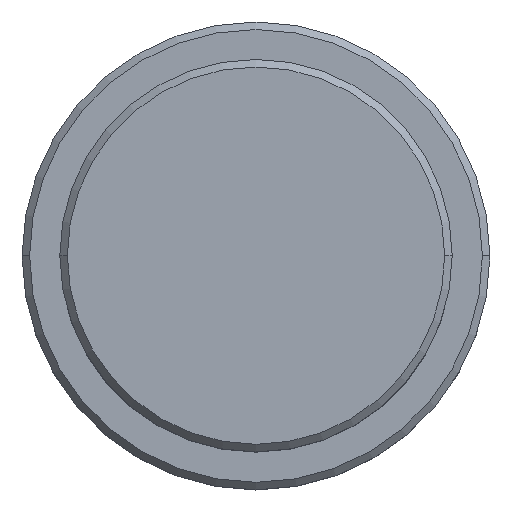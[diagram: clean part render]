
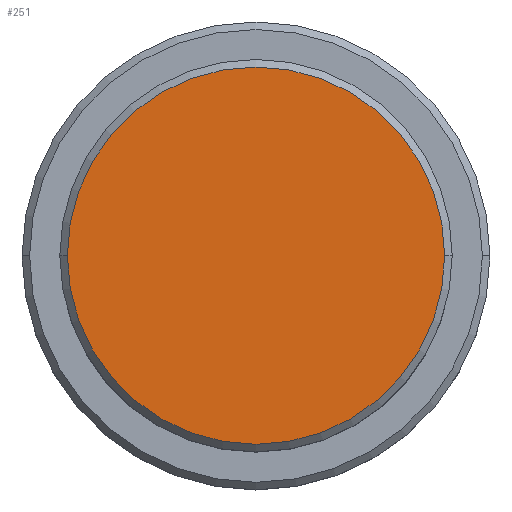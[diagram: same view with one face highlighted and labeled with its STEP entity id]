
A CAD part, top view. The second image highlights one B-rep face of the part: STEP entity #251.
In plain terms, the highlighted planar face has unit normal (0, 0, 1).
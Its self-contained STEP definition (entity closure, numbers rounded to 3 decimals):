
#96 = CARTESIAN_POINT ( 'NONE',  ( 0., 0., 0. ) ) ;
#220 = CIRCLE ( 'NONE', #335, 12.5 ) ;
#229 = CARTESIAN_POINT ( 'NONE',  ( 0., 0., 0. ) ) ;
#251 = ADVANCED_FACE ( 'NONE', ( #526 ), #1286, .T. ) ;
#273 = VERTEX_POINT ( 'NONE', #1037 ) ;
#335 = AXIS2_PLACEMENT_3D ( 'NONE', #229, #645, #972 ) ;
#354 = VERTEX_POINT ( 'NONE', #514 ) ;
#413 = DIRECTION ( 'NONE',  ( 0., 0., 1. ) ) ;
#421 = EDGE_CURVE ( 'NONE', #273, #354, #220, .T. ) ;
#510 = EDGE_CURVE ( 'NONE', #354, #273, #515, .T. ) ;
#514 = CARTESIAN_POINT ( 'NONE',  ( -12.5, 0., 0. ) ) ;
#515 = CIRCLE ( 'NONE', #760, 12.5 ) ;
#526 = FACE_OUTER_BOUND ( 'NONE', #777, .T. ) ;
#534 = DIRECTION ( 'NONE',  ( 0., 0., 1. ) ) ;
#645 = DIRECTION ( 'NONE',  ( 0., 0., 1. ) ) ;
#697 = ORIENTED_EDGE ( 'NONE', *, *, #510, .T. ) ;
#760 = AXIS2_PLACEMENT_3D ( 'NONE', #96, #534, #981 ) ;
#777 = EDGE_LOOP ( 'NONE', ( #697, #1166 ) ) ;
#830 = AXIS2_PLACEMENT_3D ( 'NONE', #962, #413, #1395 ) ;
#962 = CARTESIAN_POINT ( 'NONE',  ( 0., 0., 0. ) ) ;
#972 = DIRECTION ( 'NONE',  ( 1., 0., 0. ) ) ;
#981 = DIRECTION ( 'NONE',  ( 1., 0., 0. ) ) ;
#1037 = CARTESIAN_POINT ( 'NONE',  ( 12.5, 0., 0. ) ) ;
#1166 = ORIENTED_EDGE ( 'NONE', *, *, #421, .T. ) ;
#1286 = PLANE ( 'NONE',  #830 ) ;
#1395 = DIRECTION ( 'NONE',  ( 1., 0., 0. ) ) ;
